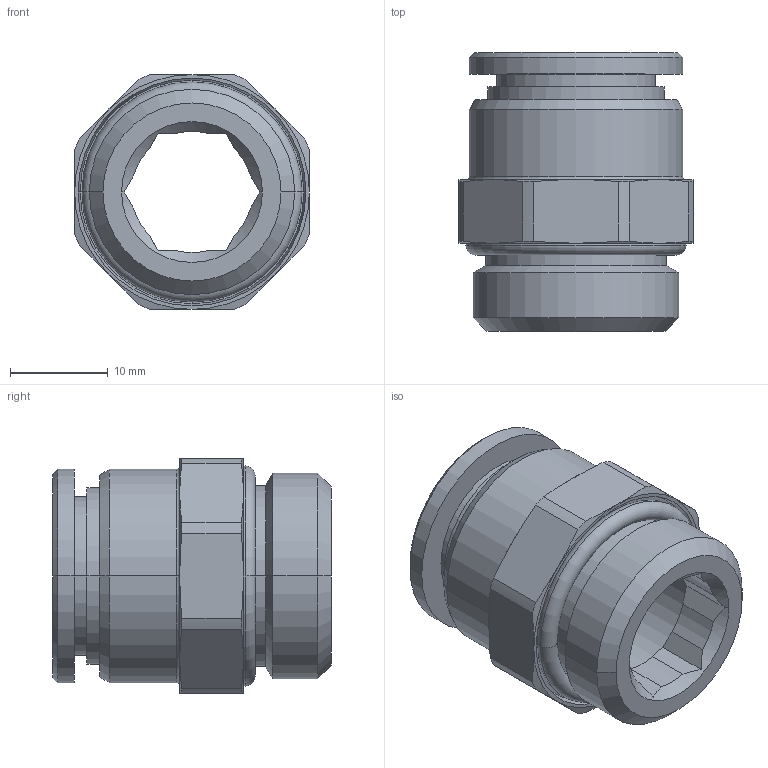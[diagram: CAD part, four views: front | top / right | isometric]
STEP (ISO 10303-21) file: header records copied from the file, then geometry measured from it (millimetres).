
FILE_DESCRIPTION((''),'2;1');
FILE_NAME('340028B_951M-14-1-2','2007-07-23T',('konstruktion'),(''),'PRO/ENGINEER BY PARAMETRIC TECHNOLOGY CORPORATION, 2006460','PRO/ENGINEER BY PARAMETRIC TECHNOLOGY CORPORATION, 2006460','');
FILE_SCHEMA(('CONFIG_CONTROL_DESIGN'));
Length unit declared in the file: millimetre
Products named in the file (1): 340028B_951M-14-1-2
Bounding box: 24 x 28.5 x 24 mm (x, y, z)
Volume: 6075.1 mm3; surface area: 4675.6 mm2
Topology: 2 solids, 2 shells, 94 faces, 218 edges, 132 vertices
Faces by surface type: cone 32, plane 28, cylinder 28, torus 6
Entity records: 2818 total; most frequent: CARTESIAN_POINT 670, DIRECTION 448, ORIENTED_EDGE 436, EDGE_CURVE 218, AXIS2_PLACEMENT_3D 192, VERTEX_POINT 132, EDGE_LOOP 102, CIRCLE 98
